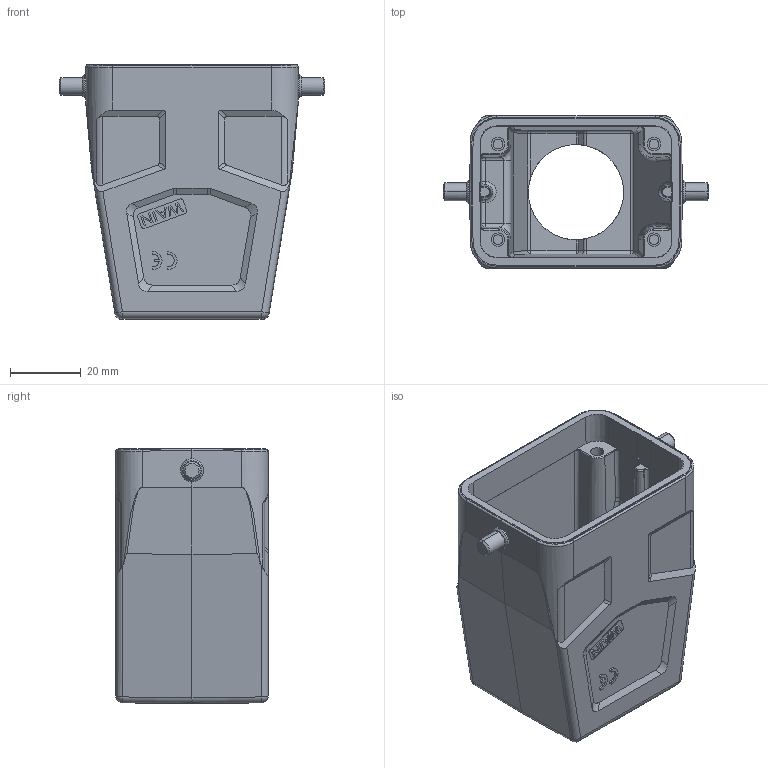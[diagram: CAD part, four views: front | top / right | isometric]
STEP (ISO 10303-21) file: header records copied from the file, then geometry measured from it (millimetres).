
FILE_DESCRIPTION((''),'2;1');
FILE_NAME('3D_1112064105003_EMC_W6B-TEH-2B','2024-01-19T',('p.yu'),(''),'PRO/ENGINEER BY PARAMETRIC TECHNOLOGY CORPORATION, 2012480','PRO/ENGINEER BY PARAMETRIC TECHNOLOGY CORPORATION, 2012480','');
FILE_SCHEMA(('CONFIG_CONTROL_DESIGN'));
Length unit declared in the file: millimetre
Products named in the file (1): 3D_1112064105003_EMC_W6B-TEH-2B
Bounding box: 75 x 43 x 72 mm (x, y, z)
Volume: 56472.6 mm3; surface area: 27757.8 mm2
Topology: 1 solids, 1 shells, 452 faces, 1184 edges, 743 vertices
Faces by surface type: plane 205, cylinder 151, bspline 25, extrusion 20, cone 18, torus 17, sphere 16
Entity records: 16848 total; most frequent: CARTESIAN_POINT 6176, ORIENTED_EDGE 2336, DIRECTION 2005, EDGE_CURVE 1168, VERTEX_POINT 743, VECTOR 685, LINE 665, AXIS2_PLACEMENT_3D 660
